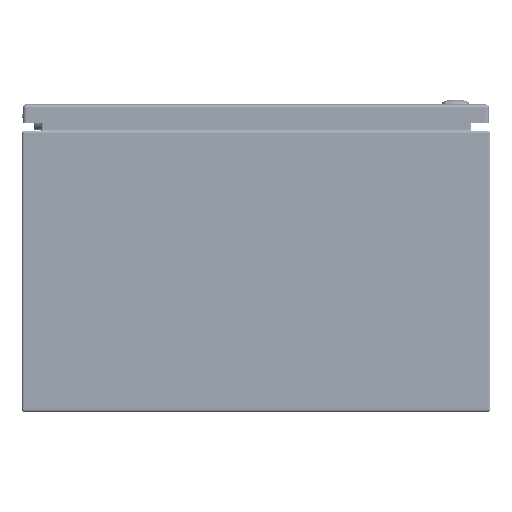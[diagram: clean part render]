
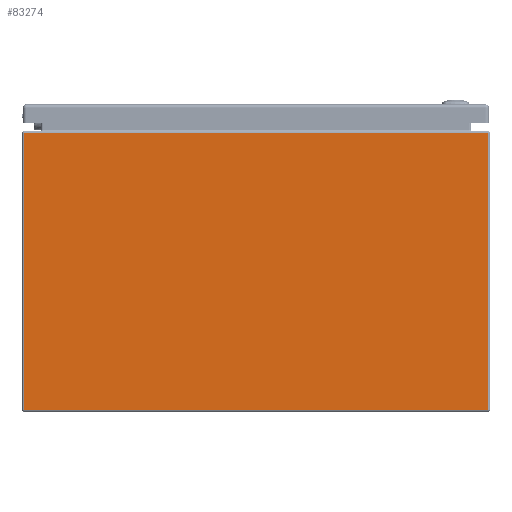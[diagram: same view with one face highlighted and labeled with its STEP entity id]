
A CAD part, front view. The second image highlights one B-rep face of the part: STEP entity #83274.
In plain terms, the highlighted planar face has unit normal (0, -1, 0).
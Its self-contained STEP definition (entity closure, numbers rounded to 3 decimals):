
#6839=LINE('',#118132,#13158);
#6845=LINE('',#118150,#13164);
#6848=LINE('',#118165,#13167);
#6875=LINE('',#118315,#13194);
#13158=VECTOR('',#96896,0.394);
#13164=VECTOR('',#96916,0.394);
#13167=VECTOR('',#96933,0.394);
#13194=VECTOR('',#97106,0.394);
#20750=FACE_OUTER_BOUND('',#25865,.T.);
#25865=EDGE_LOOP('',(#55533,#55534,#55535,#55536));
#34260=VERTEX_POINT('',#118123);
#34263=VERTEX_POINT('',#118130);
#34268=VERTEX_POINT('',#118149);
#34272=VERTEX_POINT('',#118158);
#42392=EDGE_CURVE('',#34263,#34260,#6839,.T.);
#42401=EDGE_CURVE('',#34260,#34268,#6845,.T.);
#42409=EDGE_CURVE('',#34268,#34272,#6848,.T.);
#42484=EDGE_CURVE('',#34272,#34263,#6875,.T.);
#55533=ORIENTED_EDGE('',*,*,#42392,.F.);
#55534=ORIENTED_EDGE('',*,*,#42484,.F.);
#55535=ORIENTED_EDGE('',*,*,#42409,.F.);
#55536=ORIENTED_EDGE('',*,*,#42401,.F.);
#81093=PLANE('',#89498);
#83274=ADVANCED_FACE('',(#20750),#81093,.F.);
#89498=AXIS2_PLACEMENT_3D('',#118314,#97104,#97105);
#96896=DIRECTION('',(0.,0.,1.));
#96916=DIRECTION('',(1.,0.,0.));
#96933=DIRECTION('',(0.,0.,-1.));
#97104=DIRECTION('center_axis',(0.,1.,0.));
#97105=DIRECTION('ref_axis',(0.,0.,1.));
#97106=DIRECTION('',(-1.,0.,0.));
#118123=CARTESIAN_POINT('',(-9.916,-12.,11.916));
#118130=CARTESIAN_POINT('',(-9.916,-12.,0.084));
#118132=CARTESIAN_POINT('',(-9.916,-12.,11.916));
#118149=CARTESIAN_POINT('',(9.916,-12.,11.916));
#118150=CARTESIAN_POINT('',(-9.078,-12.,11.916));
#118158=CARTESIAN_POINT('',(9.916,-12.,0.084));
#118165=CARTESIAN_POINT('',(9.916,-12.,11.916));
#118314=CARTESIAN_POINT('Origin',(9.078,-12.,11.916));
#118315=CARTESIAN_POINT('',(9.518,-12.,0.084));
